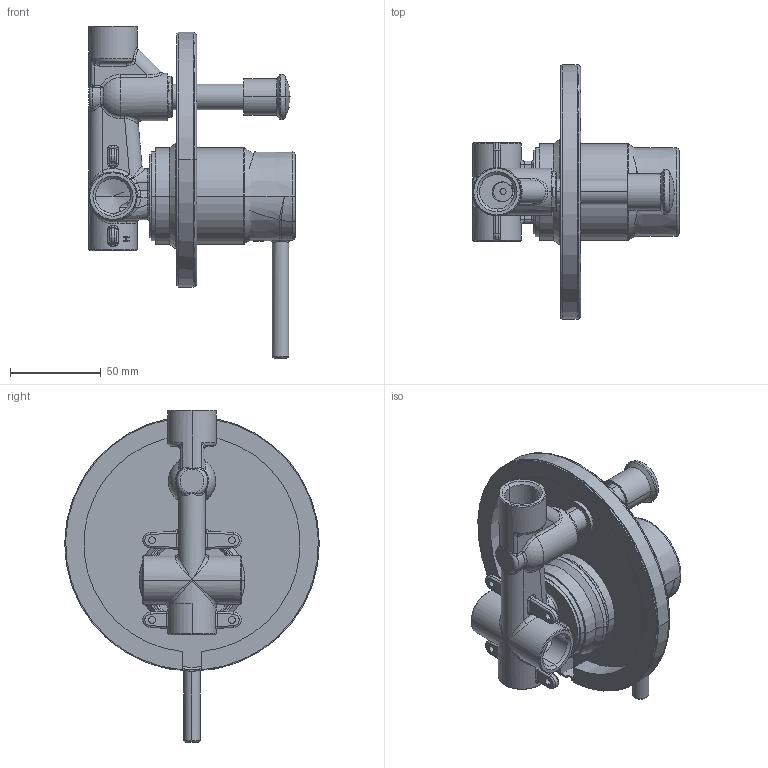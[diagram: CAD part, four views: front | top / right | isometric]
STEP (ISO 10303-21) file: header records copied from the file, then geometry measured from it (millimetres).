
FILE_DESCRIPTION((''),'2;1');
FILE_NAME('ET-100711B-XX-RSE','2025-05-28T',('g1000928'),(''),'PRO/ENGINEER BY PARAMETRIC TECHNOLOGY CORPORATION, 2013410','PRO/ENGINEER BY PARAMETRIC TECHNOLOGY CORPORATION, 2013410','');
FILE_SCHEMA(('CONFIG_CONTROL_DESIGN'));
Products named in the file (32): CTYX0007; ATBA0393; CTKB0151; CTCB0933; CTRR0147; CTCP0504; CTSB0150; CTRR0064; ATBA0165-4; ATBA0165-9; ATBA0165-7; ATBA0165-5; ATBA0165-6; ATBA0165-3_AF0; ATBA0165-8; ATBA0165-2; ATBA0165-1; ATBA0165; CTCT0132; CTWR0356; CTWP0267; CTCB0670; CTCP0186; CTCB0686; CTHZ0258; CTCP0072; CTHP0031; CTST4101; CTWP0318; CTWT0013; CPST0013; ET-100711B-XX-RSE
Assembly tree (31 placements, depth 3):
  ET-100711B-XX-RSE
    CTYX0007
    ATBA0393
    CTKB0151
    CTCB0933
    CTRR0147
    CTCP0504
    CTSB0150
    CTRR0064
    ATBA0165
      ATBA0165-4
      ATBA0165-9
      ATBA0165-7
      ATBA0165-5
      ATBA0165-6
      ATBA0165-3_AF0
      ATBA0165-8
      ATBA0165-2
      ATBA0165-1
    CTCT0132
    CTWR0356
    CTWP0267
    CTCB0670
    CTCP0186
    CTCB0686
    CTHZ0258
    CTCP0072
    CTHP0031
    CTST4101
    CTWP0318
    CTWT0013
    CPST0013
Bounding box: 113.35 x 140 x 182.5 mm (x, y, z)
Volume: 233020.8 mm3; surface area: 189023 mm2
Topology: 30 solids, 32 shells, 1295 faces, 2981 edges, 1791 vertices
Faces by surface type: cylinder 430, plane 356, bspline 187, cone 168, torus 116, sphere 38
Entity records: 57413 total; most frequent: CARTESIAN_POINT 28429, DIRECTION 5977, ORIENTED_EDGE 5922, EDGE_CURVE 2961, AXIS2_PLACEMENT_3D 2458, VERTEX_POINT 1791, EDGE_LOOP 1426, FACE_OUTER_BOUND 1295
